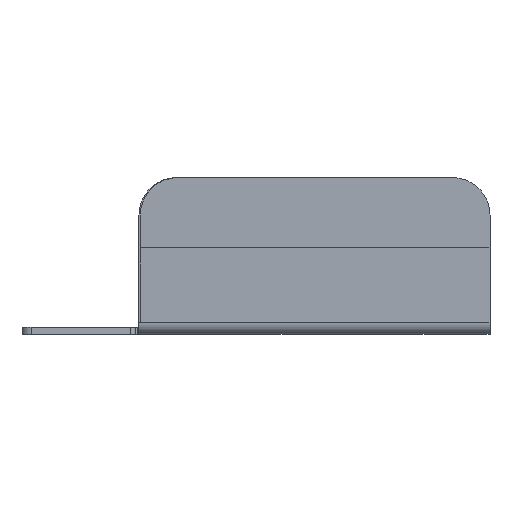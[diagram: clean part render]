
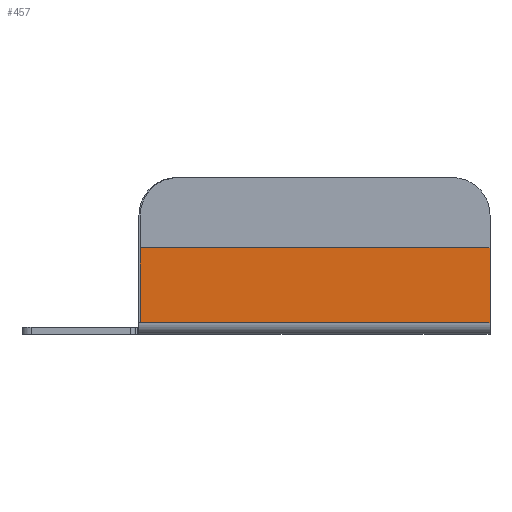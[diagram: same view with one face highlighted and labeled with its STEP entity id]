
A CAD part, front view. The second image highlights one B-rep face of the part: STEP entity #457.
In plain terms, the highlighted planar face has unit normal (0, -1, 0).
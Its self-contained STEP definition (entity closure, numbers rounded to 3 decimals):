
#93 = DIRECTION ( 'NONE',  ( 0., 0., -1. ) ) ;
#241 = CARTESIAN_POINT ( 'NONE',  ( 0., 0., -50.8 ) ) ;
#300 = CARTESIAN_POINT ( 'NONE',  ( 237.236, 0., 0. ) ) ;
#335 = ORIENTED_EDGE ( 'NONE', *, *, #1082, .T. ) ;
#361 = LINE ( 'NONE', #1811, #2564 ) ;
#398 = ORIENTED_EDGE ( 'NONE', *, *, #1043, .F. ) ;
#457 = ADVANCED_FACE ( 'NONE', ( #1632 ), #1407, .T. ) ;
#462 = DIRECTION ( 'NONE',  ( 0., 0., -1. ) ) ;
#484 = VECTOR ( 'NONE', #766, 1000. ) ;
#766 = DIRECTION ( 'NONE',  ( 0., 0., -1. ) ) ;
#1035 = ORIENTED_EDGE ( 'NONE', *, *, #2025, .T. ) ;
#1043 = EDGE_CURVE ( 'NONE', #1834, #2849, #1236, .T. ) ;
#1082 = EDGE_CURVE ( 'NONE', #2401, #2446, #2876, .T. ) ;
#1091 = ORIENTED_EDGE ( 'NONE', *, *, #1756, .F. ) ;
#1152 = DIRECTION ( 'NONE',  ( 1., 0., 0. ) ) ;
#1236 = LINE ( 'NONE', #300, #1810 ) ;
#1398 = CARTESIAN_POINT ( 'NONE',  ( 0., 0., 0. ) ) ;
#1407 = PLANE ( 'NONE',  #1757 ) ;
#1432 = CARTESIAN_POINT ( 'NONE',  ( 237.236, 0., -50.8 ) ) ;
#1632 = FACE_OUTER_BOUND ( 'NONE', #1720, .T. ) ;
#1720 = EDGE_LOOP ( 'NONE', ( #335, #1035, #398, #1091 ) ) ;
#1756 = EDGE_CURVE ( 'NONE', #2401, #1834, #361, .T. ) ;
#1757 = AXIS2_PLACEMENT_3D ( 'NONE', #2569, #2554, #462 ) ;
#1810 = VECTOR ( 'NONE', #93, 1000. ) ;
#1811 = CARTESIAN_POINT ( 'NONE',  ( 0., 0., 0. ) ) ;
#1834 = VERTEX_POINT ( 'NONE', #2467 ) ;
#2025 = EDGE_CURVE ( 'NONE', #2446, #2849, #2571, .T. ) ;
#2144 = VECTOR ( 'NONE', #1152, 1000. ) ;
#2174 = CARTESIAN_POINT ( 'NONE',  ( 0., 0., 0. ) ) ;
#2401 = VERTEX_POINT ( 'NONE', #1398 ) ;
#2446 = VERTEX_POINT ( 'NONE', #3004 ) ;
#2467 = CARTESIAN_POINT ( 'NONE',  ( 237.236, 0., 0. ) ) ;
#2515 = DIRECTION ( 'NONE',  ( 1., 0., 0. ) ) ;
#2554 = DIRECTION ( 'NONE',  ( 0., -1., 0. ) ) ;
#2564 = VECTOR ( 'NONE', #2515, 1000. ) ;
#2569 = CARTESIAN_POINT ( 'NONE',  ( 0., 0., 0. ) ) ;
#2571 = LINE ( 'NONE', #241, #2144 ) ;
#2849 = VERTEX_POINT ( 'NONE', #1432 ) ;
#2876 = LINE ( 'NONE', #2174, #484 ) ;
#3004 = CARTESIAN_POINT ( 'NONE',  ( 0., 0., -50.8 ) ) ;
